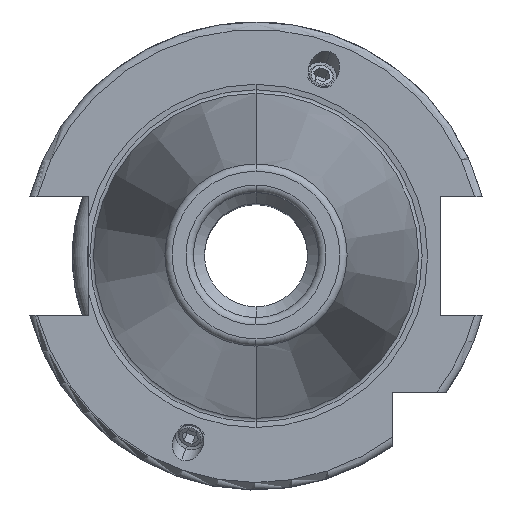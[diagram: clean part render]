
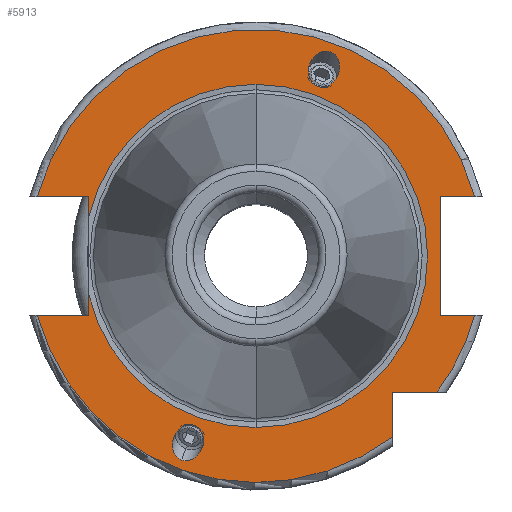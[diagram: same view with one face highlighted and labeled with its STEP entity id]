
A CAD part, top view. The second image highlights one B-rep face of the part: STEP entity #5913.
In plain terms, the highlighted planar face has unit normal (0, 0, 1).
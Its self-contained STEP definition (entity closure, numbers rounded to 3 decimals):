
#335=DIRECTION('',(1,0,0));
#336=VECTOR('',#335,7.004);
#337=CARTESIAN_POINT('',(-29.704,-8.05,18.1));
#338=LINE('',#337,#336);
#339=DIRECTION('',(0,1,0));
#340=VECTOR('',#339,2.753);
#341=CARTESIAN_POINT('',(-22.7,-8.05,18.1));
#342=LINE('',#341,#340);
#343=DIRECTION('',(0,1,0));
#344=VECTOR('',#343,2.753);
#345=CARTESIAN_POINT('',(-22.7,5.297,18.1));
#346=LINE('',#345,#344);
#347=DIRECTION('',(1,0,0));
#348=VECTOR('',#347,7.004);
#349=CARTESIAN_POINT('',(-29.704,8.05,18.1));
#350=LINE('',#349,#348);
#351=DIRECTION('',(-1,0,0));
#352=VECTOR('',#351,4.704);
#353=CARTESIAN_POINT('',(29.704,8.05,18.1));
#354=LINE('',#353,#352);
#355=DIRECTION('',(0,-1,0));
#356=VECTOR('',#355,16.1);
#357=CARTESIAN_POINT('',(25,8.05,18.1));
#358=LINE('',#357,#356);
#359=DIRECTION('',(-1,0,0));
#360=VECTOR('',#359,4.704);
#361=CARTESIAN_POINT('',(29.704,-8.05,18.1));
#362=LINE('',#361,#360);
#363=CARTESIAN_POINT('',(0,0,18.1));
#364=DIRECTION('',(0,0,1));
#365=DIRECTION('',(0.799,-0.601,0));
#366=AXIS2_PLACEMENT_3D('',#363,#364,#365);
#368=DIRECTION('',(-1,0,0));
#369=VECTOR('',#368,6.094);
#370=CARTESIAN_POINT('',(24.594,-18.5,18.1));
#371=LINE('',#370,#369);
#372=DIRECTION('',(0,1,0));
#373=VECTOR('',#372,6.094);
#374=CARTESIAN_POINT('',(18.5,-24.594,18.1));
#375=LINE('',#374,#373);
#376=CARTESIAN_POINT('',(10.09,27.723,18.1));
#377=CARTESIAN_POINT('',(9.863,27.806,18.1));
#378=CARTESIAN_POINT('',(9.337,27.884,18.1));
#379=CARTESIAN_POINT('',(8.455,27.594,18.1));
#380=CARTESIAN_POINT('',(7.834,27.033,18.1));
#381=CARTESIAN_POINT('',(7.483,26.49,18.1));
#382=CARTESIAN_POINT('',(7.298,26.077,18.1));
#383=CARTESIAN_POINT('',(7.174,25.641,18.1));
#384=CARTESIAN_POINT('',(7.094,25.,18.1));
#385=CARTESIAN_POINT('',(7.208,24.17,18.1));
#386=CARTESIAN_POINT('',(7.698,23.381,18.1));
#387=CARTESIAN_POINT('',(8.152,23.103,18.1));
#388=CARTESIAN_POINT('',(8.379,23.02,18.1));
#390=CARTESIAN_POINT('',(8.379,23.02,18.1));
#391=CARTESIAN_POINT('',(8.606,22.937,18.1));
#392=CARTESIAN_POINT('',(9.133,22.859,18.1));
#393=CARTESIAN_POINT('',(10.014,23.149,18.1));
#394=CARTESIAN_POINT('',(10.635,23.711,18.1));
#395=CARTESIAN_POINT('',(10.986,24.253,18.1));
#396=CARTESIAN_POINT('',(11.171,24.667,18.1));
#397=CARTESIAN_POINT('',(11.295,25.103,18.1));
#398=CARTESIAN_POINT('',(11.375,25.744,18.1));
#399=CARTESIAN_POINT('',(11.261,26.573,18.1));
#400=CARTESIAN_POINT('',(10.771,27.362,18.1));
#401=CARTESIAN_POINT('',(10.318,27.641,18.1));
#402=CARTESIAN_POINT('',(10.09,27.723,18.1));
#404=CARTESIAN_POINT('',(-10.09,-27.723,18.1));
#405=CARTESIAN_POINT('',(-10.318,-27.641,18.1));
#406=CARTESIAN_POINT('',(-10.771,-27.362,18.1));
#407=CARTESIAN_POINT('',(-11.261,-26.573,18.1));
#408=CARTESIAN_POINT('',(-11.375,-25.744,18.1));
#409=CARTESIAN_POINT('',(-11.295,-25.103,18.1));
#410=CARTESIAN_POINT('',(-11.171,-24.667,18.1));
#411=CARTESIAN_POINT('',(-10.986,-24.253,18.1));
#412=CARTESIAN_POINT('',(-10.635,-23.711,18.1));
#413=CARTESIAN_POINT('',(-10.014,-23.149,18.1));
#414=CARTESIAN_POINT('',(-9.133,-22.859,18.1));
#415=CARTESIAN_POINT('',(-8.606,-22.937,18.1));
#416=CARTESIAN_POINT('',(-8.379,-23.02,18.1));
#418=CARTESIAN_POINT('',(-8.379,-23.02,18.1));
#419=CARTESIAN_POINT('',(-8.152,-23.103,18.1));
#420=CARTESIAN_POINT('',(-7.698,-23.381,18.1));
#421=CARTESIAN_POINT('',(-7.208,-24.17,18.1));
#422=CARTESIAN_POINT('',(-7.094,-25.,18.1));
#423=CARTESIAN_POINT('',(-7.174,-25.641,18.1));
#424=CARTESIAN_POINT('',(-7.298,-26.077,18.1));
#425=CARTESIAN_POINT('',(-7.483,-26.49,18.1));
#426=CARTESIAN_POINT('',(-7.834,-27.033,18.1));
#427=CARTESIAN_POINT('',(-8.455,-27.594,18.1));
#428=CARTESIAN_POINT('',(-9.337,-27.884,18.1));
#429=CARTESIAN_POINT('',(-9.863,-27.806,18.1));
#430=CARTESIAN_POINT('',(-10.09,-27.723,18.1));
#3002=CARTESIAN_POINT('',(0,0,18.1));
#3003=DIRECTION('',(0,0,1));
#3004=DIRECTION('',(0,1,0));
#3005=AXIS2_PLACEMENT_3D('',#3002,#3003,#3004);
#3015=CARTESIAN_POINT('',(0,0,18.1));
#3016=DIRECTION('',(0,0,1));
#3017=DIRECTION('',(-0.974,-0.227,0));
#3018=AXIS2_PLACEMENT_3D('',#3015,#3016,#3017);
#3020=CARTESIAN_POINT('',(0,0,18.1));
#3021=DIRECTION('',(0,0,-1));
#3022=DIRECTION('',(0,1,0));
#3023=AXIS2_PLACEMENT_3D('',#3020,#3021,#3022);
#4291=CARTESIAN_POINT('',(0,0,18.1));
#4292=DIRECTION('',(0,0,1));
#4293=DIRECTION('',(0.965,0.262,0));
#4294=AXIS2_PLACEMENT_3D('',#4291,#4292,#4293);
#4342=CARTESIAN_POINT('',(0,0,18.1));
#4343=DIRECTION('',(0,0,1));
#4344=DIRECTION('',(-0.965,-0.262,0));
#4345=AXIS2_PLACEMENT_3D('',#4342,#4343,#4344);
#4830=CARTESIAN_POINT('',(-29.704,-8.05,18.1));
#4831=CARTESIAN_POINT('',(-22.7,-8.05,18.1));
#4832=VERTEX_POINT('',#4830);
#4833=VERTEX_POINT('',#4831);
#4834=CARTESIAN_POINT('',(-22.7,-5.297,18.1));
#4835=VERTEX_POINT('',#4834);
#4836=CARTESIAN_POINT('',(-22.7,5.297,18.1));
#4837=CARTESIAN_POINT('',(-22.7,8.05,18.1));
#4838=VERTEX_POINT('',#4836);
#4839=VERTEX_POINT('',#4837);
#4840=CARTESIAN_POINT('',(-29.704,8.05,18.1));
#4841=VERTEX_POINT('',#4840);
#4842=CARTESIAN_POINT('',(25,8.05,18.1));
#4843=CARTESIAN_POINT('',(25,-8.05,18.1));
#4844=VERTEX_POINT('',#4842);
#4845=VERTEX_POINT('',#4843);
#4846=CARTESIAN_POINT('',(29.704,-8.05,18.1));
#4847=VERTEX_POINT('',#4846);
#4848=CARTESIAN_POINT('',(29.704,8.05,18.1));
#4849=VERTEX_POINT('',#4848);
#4850=CARTESIAN_POINT('',(18.5,-24.594,18.1));
#4851=CARTESIAN_POINT('',(18.5,-18.5,18.1));
#4852=VERTEX_POINT('',#4850);
#4853=VERTEX_POINT('',#4851);
#4854=CARTESIAN_POINT('',(24.594,-18.5,18.1));
#4855=VERTEX_POINT('',#4854);
#4904=VERTEX_POINT('',#376);
#4905=VERTEX_POINT('',#388);
#4949=CARTESIAN_POINT('',(-10.09,-27.723,18.1));
#4951=VERTEX_POINT('',#4949);
#4952=CARTESIAN_POINT('',(-8.379,-23.02,18.1));
#4953=VERTEX_POINT('',#4952);
#4994=CARTESIAN_POINT('',(0,23.31,18.1));
#4995=VERTEX_POINT('',#4994);
#4996=CARTESIAN_POINT('',(0,-23.31,18.1));
#4997=VERTEX_POINT('',#4996);
#5867=CARTESIAN_POINT('',(0,0,18.1));
#5868=DIRECTION('',(0,0,-1));
#5869=DIRECTION('',(0,-1,0));
#5870=AXIS2_PLACEMENT_3D('',#5867,#5868,#5869);
#5871=PLANE('',#5870);
#5872=ORIENTED_EDGE('',*,*,#5773,.T.);
#5874=ORIENTED_EDGE('',*,*,#5873,.T.);
#5876=ORIENTED_EDGE('',*,*,#5875,.T.);
#5878=ORIENTED_EDGE('',*,*,#5877,.F.);
#5880=ORIENTED_EDGE('',*,*,#5879,.T.);
#5882=ORIENTED_EDGE('',*,*,#5881,.T.);
#5884=ORIENTED_EDGE('',*,*,#5883,.F.);
#5886=ORIENTED_EDGE('',*,*,#5885,.F.);
#5888=ORIENTED_EDGE('',*,*,#5887,.T.);
#5889=ORIENTED_EDGE('',*,*,#5854,.T.);
#5890=ORIENTED_EDGE('',*,*,#5507,.F.);
#5892=ORIENTED_EDGE('',*,*,#5891,.F.);
#5894=ORIENTED_EDGE('',*,*,#5893,.T.);
#5896=ORIENTED_EDGE('',*,*,#5895,.F.);
#5898=ORIENTED_EDGE('',*,*,#5897,.F.);
#5899=EDGE_LOOP('',(#5872,#5874,#5876,#5878,#5880,#5882,#5884,#5886,#5888,#5889,
#5890,#5892,#5894,#5896,#5898));
#5900=FACE_OUTER_BOUND('',#5899,.F.);
#5902=ORIENTED_EDGE('',*,*,#5901,.T.);
#5904=ORIENTED_EDGE('',*,*,#5903,.T.);
#5905=EDGE_LOOP('',(#5902,#5904));
#5906=FACE_BOUND('',#5905,.F.);
#5908=ORIENTED_EDGE('',*,*,#5907,.F.);
#5910=ORIENTED_EDGE('',*,*,#5909,.F.);
#5911=EDGE_LOOP('',(#5908,#5910));
#5912=FACE_BOUND('',#5911,.F.);
#5913=ADVANCED_FACE('',(#5900,#5906,#5912),#5871,.F.);
#367=CIRCLE('',#366,30.775);
#389=B_SPLINE_CURVE_WITH_KNOTS('',3,(#376,#377,#378,#379,#380,#381,#382,#383,
#384,#385,#386,#387,#388),.UNSPECIFIED.,.F.,.F.,(4,1,1,1,1,1,1,1,1,1,4),(0,
0.125,0.25,0.375,0.438,0.5,0.563,0.625,0.75,0.875,1),
.UNSPECIFIED.);
#403=B_SPLINE_CURVE_WITH_KNOTS('',3,(#390,#391,#392,#393,#394,#395,#396,#397,
#398,#399,#400,#401,#402),.UNSPECIFIED.,.F.,.F.,(4,1,1,1,1,1,1,1,1,1,4),(0,
0.125,0.25,0.375,0.438,0.5,0.563,0.625,0.75,0.875,1),
.UNSPECIFIED.);
#417=B_SPLINE_CURVE_WITH_KNOTS('',3,(#404,#405,#406,#407,#408,#409,#410,#411,
#412,#413,#414,#415,#416),.UNSPECIFIED.,.F.,.F.,(4,1,1,1,1,1,1,1,1,1,4),(0,
0.125,0.25,0.375,0.438,0.5,0.563,0.625,0.75,0.875,1),
.UNSPECIFIED.);
#431=B_SPLINE_CURVE_WITH_KNOTS('',3,(#418,#419,#420,#421,#422,#423,#424,#425,
#426,#427,#428,#429,#430),.UNSPECIFIED.,.F.,.F.,(4,1,1,1,1,1,1,1,1,1,4),(0,
0.125,0.25,0.375,0.438,0.5,0.563,0.625,0.75,0.875,1),
.UNSPECIFIED.);
#3006=CIRCLE('',#3005,23.31);
#3019=CIRCLE('',#3018,23.31);
#3024=CIRCLE('',#3023,23.31);
#4295=CIRCLE('',#4294,30.775);
#4346=CIRCLE('',#4345,30.775);
#5507=EDGE_CURVE('',#4847,#4845,#362,.T.);
#5773=EDGE_CURVE('',#4832,#4833,#338,.T.);
#5854=EDGE_CURVE('',#4844,#4845,#358,.T.);
#5873=EDGE_CURVE('',#4833,#4835,#342,.T.);
#5875=EDGE_CURVE('',#4835,#4997,#3019,.T.);
#5877=EDGE_CURVE('',#4995,#4997,#3024,.T.);
#5879=EDGE_CURVE('',#4995,#4838,#3006,.T.);
#5881=EDGE_CURVE('',#4838,#4839,#346,.T.);
#5883=EDGE_CURVE('',#4841,#4839,#350,.T.);
#5885=EDGE_CURVE('',#4849,#4841,#4295,.T.);
#5887=EDGE_CURVE('',#4849,#4844,#354,.T.);
#5891=EDGE_CURVE('',#4855,#4847,#367,.T.);
#5893=EDGE_CURVE('',#4855,#4853,#371,.T.);
#5895=EDGE_CURVE('',#4852,#4853,#375,.T.);
#5897=EDGE_CURVE('',#4832,#4852,#4346,.T.);
#5901=EDGE_CURVE('',#4904,#4905,#389,.T.);
#5903=EDGE_CURVE('',#4905,#4904,#403,.T.);
#5907=EDGE_CURVE('',#4951,#4953,#417,.T.);
#5909=EDGE_CURVE('',#4953,#4951,#431,.T.);
